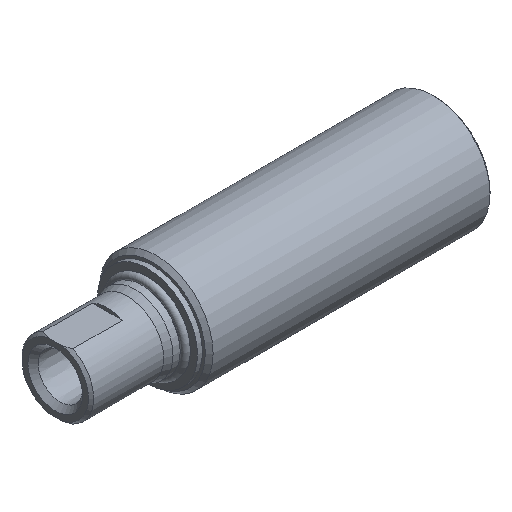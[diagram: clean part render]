
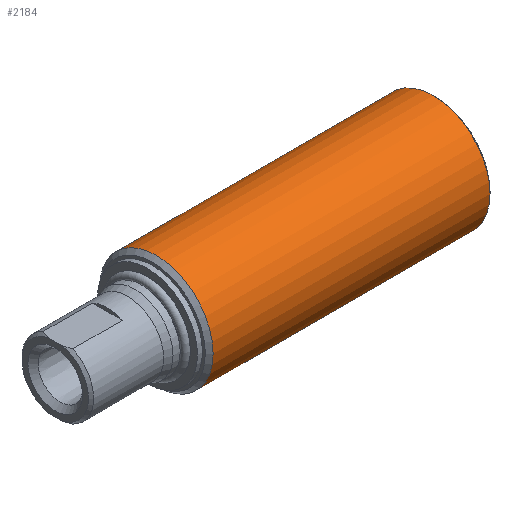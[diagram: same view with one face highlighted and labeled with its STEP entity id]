
A CAD part, isometric view. The second image highlights one B-rep face of the part: STEP entity #2184.
In plain terms, the highlighted cylindrical face has radius 11.074 mm (diameter 22.149 mm), a full revolution.
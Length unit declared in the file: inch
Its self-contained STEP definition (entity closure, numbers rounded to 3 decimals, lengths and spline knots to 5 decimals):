
#103=CYLINDRICAL_SURFACE('',#2443,0.436);
#224=CIRCLE('',#2441,0.436);
#225=CIRCLE('',#2442,0.436);
#226=CIRCLE('',#2444,0.436);
#227=CIRCLE('',#2445,0.436);
#364=FACE_OUTER_BOUND('',#488,.T.);
#488=EDGE_LOOP('',(#1927,#1928,#1929,#1930,#1931,#1932));
#639=LINE('',#4153,#737);
#737=VECTOR('',#3036,0.436);
#992=VERTEX_POINT('',#4143);
#993=VERTEX_POINT('',#4144);
#994=VERTEX_POINT('',#4149);
#995=VERTEX_POINT('',#4150);
#1318=EDGE_CURVE('',#992,#993,#224,.T.);
#1319=EDGE_CURVE('',#993,#992,#225,.T.);
#1321=EDGE_CURVE('',#994,#995,#226,.T.);
#1322=EDGE_CURVE('',#995,#994,#227,.T.);
#1323=EDGE_CURVE('',#995,#993,#639,.T.);
#1927=ORIENTED_EDGE('',*,*,#1321,.F.);
#1928=ORIENTED_EDGE('',*,*,#1322,.F.);
#1929=ORIENTED_EDGE('',*,*,#1323,.T.);
#1930=ORIENTED_EDGE('',*,*,#1319,.T.);
#1931=ORIENTED_EDGE('',*,*,#1318,.T.);
#1932=ORIENTED_EDGE('',*,*,#1323,.F.);
#2184=ADVANCED_FACE('',(#364),#103,.T.);
#2441=AXIS2_PLACEMENT_3D('',#4145,#3025,#3026);
#2442=AXIS2_PLACEMENT_3D('',#4146,#3027,#3028);
#2443=AXIS2_PLACEMENT_3D('',#4148,#3030,#3031);
#2444=AXIS2_PLACEMENT_3D('',#4151,#3032,#3033);
#2445=AXIS2_PLACEMENT_3D('',#4152,#3034,#3035);
#3025=DIRECTION('center_axis',(1.,0.,0.));
#3026=DIRECTION('ref_axis',(0.,1.,0.));
#3027=DIRECTION('center_axis',(1.,0.,0.));
#3028=DIRECTION('ref_axis',(0.,1.,0.));
#3030=DIRECTION('center_axis',(1.,0.,0.));
#3031=DIRECTION('ref_axis',(0.,1.,0.));
#3032=DIRECTION('center_axis',(1.,0.,0.));
#3033=DIRECTION('ref_axis',(0.,1.,0.));
#3034=DIRECTION('center_axis',(1.,0.,0.));
#3035=DIRECTION('ref_axis',(0.,1.,0.));
#3036=DIRECTION('',(-1.,0.,0.));
#4143=CARTESIAN_POINT('',(0.776,0.436,0.));
#4144=CARTESIAN_POINT('',(0.776,-0.436,0.));
#4145=CARTESIAN_POINT('Origin',(0.776,0.,0.));
#4146=CARTESIAN_POINT('Origin',(0.776,0.,0.));
#4148=CARTESIAN_POINT('Origin',(1.8385,0.,0.));
#4149=CARTESIAN_POINT('',(2.901,0.436,0.));
#4150=CARTESIAN_POINT('',(2.901,-0.436,0.));
#4151=CARTESIAN_POINT('Origin',(2.901,0.,0.));
#4152=CARTESIAN_POINT('Origin',(2.901,0.,0.));
#4153=CARTESIAN_POINT('',(1.8385,-0.436,0.));
